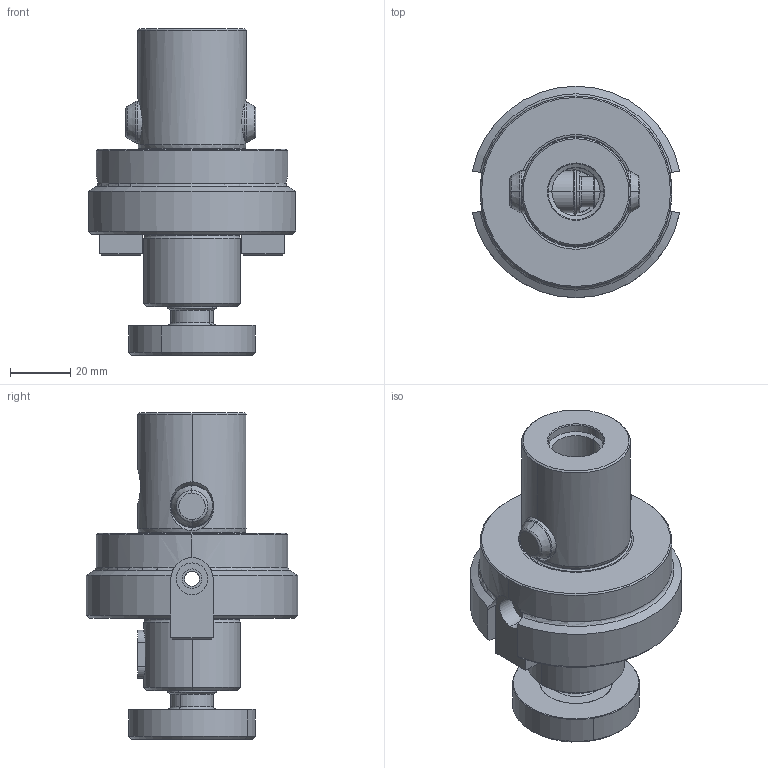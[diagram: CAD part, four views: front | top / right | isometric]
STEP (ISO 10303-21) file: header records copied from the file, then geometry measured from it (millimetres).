
FILE_DESCRIPTION(('no description'),'unknown implementation level');
FILE_NAME('3A371E65-148C-465E-958F-9994EA7B5142_export.stp',' ',('CIMSOURCE GmbH'),('CADClick - KiM GmbH - www.kimweb.de'),'unknown preprocess','ACIS','unknown authorization');
FILE_SCHEMA(('automotive_design'));
Length unit declared in the file: millimetre
Products named in the file (8): 335.433 Kaiser CKS6 X F32|691.604 Kaiser ETL FK 8 X 7_Standard;NONE; 335.433 Kaiser CKS6 X F32|335.433 Kaiser CKS6 X F32_Standard;NONE; 335.433 Kaiser CKS6 X F32|691.608 Kaiser ETL MST 32 (Paar)_Standard;NONE; 335.433 Kaiser CKS6 X F32|690.706 Kaiser ETL FR32_M16_Standard-1;NONE; 335.433 Kaiser CKS6 X F32|690.706 Kaiser ETL FR32_M16_Standard;NONE; 335.433 Kaiser CKS6 X F32|691.506 Kaiser ETL D14 X 43K_Standard|693.305 Sprengring_Standard;NONE; 335.433 Kaiser CKS6 X F32|691.506 Kaiser ETL D14 X 43K_Standard|691.526 Mitnehmerbolzen_Standard;NONE
Bounding box: 68.62 x 70 x 108.18 mm (x, y, z)
Volume: 160001.8 mm3; surface area: 40508.2 mm2
Topology: 8 solids, 8 shells, 225 faces, 516 edges, 307 vertices
Faces by surface type: cylinder 78, plane 67, cone 46, torus 34
Entity records: 13397 total; most frequent: CARTESIAN_POINT 2213, DIRECTION 1124, STYLED_ITEM 1054, PRESENTATION_STYLE_ASSIGNMENT 1054, COLOUR_RGB 1054, ORIENTED_EDGE 1028, EDGE_CURVE 514, CURVE_STYLE 514
